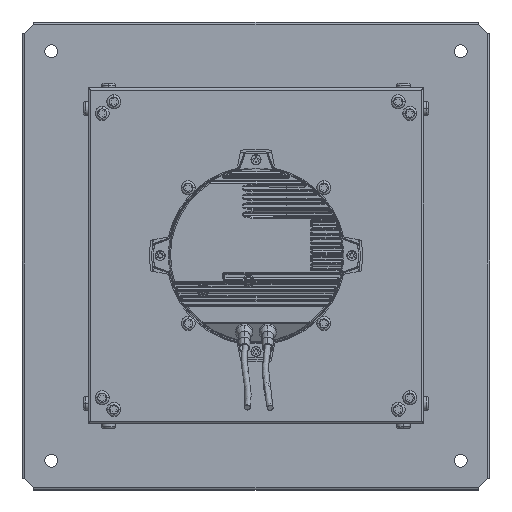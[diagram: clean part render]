
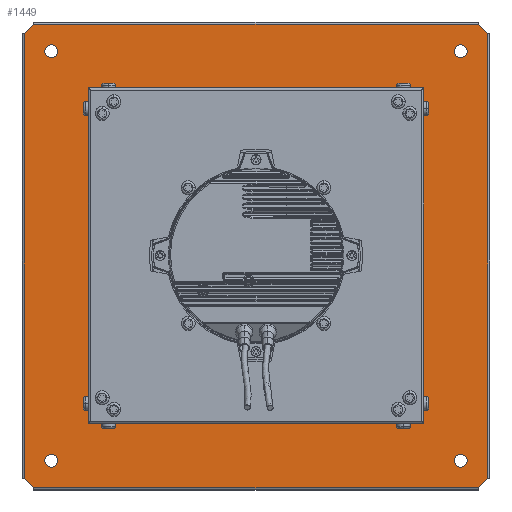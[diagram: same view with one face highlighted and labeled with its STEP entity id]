
A CAD part, top view. The second image highlights one B-rep face of the part: STEP entity #1449.
In plain terms, the highlighted face is planar.
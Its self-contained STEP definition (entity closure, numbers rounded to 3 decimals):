
#352=CARTESIAN_POINT('',(-175.,8.,-175.));
#353=DIRECTION('',(0.,1.,0.));
#354=DIRECTION('',(1.,0.,0.));
#355=AXIS2_PLACEMENT_3D('',#352,#353,#354);
#357=CARTESIAN_POINT('',(-175.,8.,-175.));
#358=DIRECTION('',(0.,1.,0.));
#359=DIRECTION('',(-1.,0.,0.));
#360=AXIS2_PLACEMENT_3D('',#357,#358,#359);
#362=CARTESIAN_POINT('',(175.,8.,-175.));
#363=DIRECTION('',(0.,1.,0.));
#364=DIRECTION('',(0.,0.,1.));
#365=AXIS2_PLACEMENT_3D('',#362,#363,#364);
#367=CARTESIAN_POINT('',(175.,8.,-175.));
#368=DIRECTION('',(0.,1.,0.));
#369=DIRECTION('',(0.,0.,-1.));
#370=AXIS2_PLACEMENT_3D('',#367,#368,#369);
#372=CARTESIAN_POINT('',(175.,8.,175.));
#373=DIRECTION('',(0.,1.,0.));
#374=DIRECTION('',(-1.,0.,0.));
#375=AXIS2_PLACEMENT_3D('',#372,#373,#374);
#377=CARTESIAN_POINT('',(175.,8.,175.));
#378=DIRECTION('',(0.,1.,0.));
#379=DIRECTION('',(1.,0.,0.));
#380=AXIS2_PLACEMENT_3D('',#377,#378,#379);
#382=CARTESIAN_POINT('',(-175.,8.,175.));
#383=DIRECTION('',(0.,1.,0.));
#384=DIRECTION('',(0.,0.,-1.));
#385=AXIS2_PLACEMENT_3D('',#382,#383,#384);
#387=CARTESIAN_POINT('',(-175.,8.,175.));
#388=DIRECTION('',(0.,1.,0.));
#389=DIRECTION('',(0.,0.,1.));
#390=AXIS2_PLACEMENT_3D('',#387,#388,#389);
#392=CARTESIAN_POINT('',(0.,8.,0.));
#393=DIRECTION('',(0.,1.,0.));
#394=DIRECTION('',(1.,0.,0.));
#395=AXIS2_PLACEMENT_3D('',#392,#393,#394);
#397=CARTESIAN_POINT('',(0.,8.,0.));
#398=DIRECTION('',(0.,1.,0.));
#399=DIRECTION('',(-1.,0.,0.));
#400=AXIS2_PLACEMENT_3D('',#397,#398,#399);
#402=DIRECTION('',(0.,0.,1.));
#403=VECTOR('',#402,380.);
#404=CARTESIAN_POINT('',(-198.,8.,-190.));
#405=LINE('',#404,#403);
#406=DIRECTION('',(0.707,0.,-0.707));
#407=VECTOR('',#406,11.314);
#408=CARTESIAN_POINT('',(-198.,8.,-190.));
#409=LINE('',#408,#407);
#410=DIRECTION('',(-1.,0.,0.));
#411=VECTOR('',#410,380.);
#412=CARTESIAN_POINT('',(190.,8.,-198.));
#413=LINE('',#412,#411);
#414=DIRECTION('',(0.707,0.,0.707));
#415=VECTOR('',#414,11.314);
#416=CARTESIAN_POINT('',(190.,8.,-198.));
#417=LINE('',#416,#415);
#418=DIRECTION('',(0.,0.,-1.));
#419=VECTOR('',#418,380.);
#420=CARTESIAN_POINT('',(198.,8.,190.));
#421=LINE('',#420,#419);
#422=DIRECTION('',(-0.707,0.,0.707));
#423=VECTOR('',#422,11.314);
#424=CARTESIAN_POINT('',(198.,8.,190.));
#425=LINE('',#424,#423);
#426=DIRECTION('',(1.,0.,0.));
#427=VECTOR('',#426,380.);
#428=CARTESIAN_POINT('',(-190.,8.,198.));
#429=LINE('',#428,#427);
#430=DIRECTION('',(-0.707,0.,-0.707));
#431=VECTOR('',#430,11.314);
#432=CARTESIAN_POINT('',(-190.,8.,198.));
#433=LINE('',#432,#431);
#434=CARTESIAN_POINT('',(-84.853,8.,-84.853));
#435=DIRECTION('',(0.,1.,0.));
#436=DIRECTION('',(1.,0.,0.));
#437=AXIS2_PLACEMENT_3D('',#434,#435,#436);
#439=CARTESIAN_POINT('',(-84.853,8.,-84.853));
#440=DIRECTION('',(0.,1.,0.));
#441=DIRECTION('',(-1.,0.,0.));
#442=AXIS2_PLACEMENT_3D('',#439,#440,#441);
#444=CARTESIAN_POINT('',(84.853,8.,-84.853));
#445=DIRECTION('',(0.,1.,0.));
#446=DIRECTION('',(1.,0.,0.));
#447=AXIS2_PLACEMENT_3D('',#444,#445,#446);
#449=CARTESIAN_POINT('',(84.853,8.,-84.853));
#450=DIRECTION('',(0.,1.,0.));
#451=DIRECTION('',(-1.,0.,0.));
#452=AXIS2_PLACEMENT_3D('',#449,#450,#451);
#454=CARTESIAN_POINT('',(84.853,8.,84.853));
#455=DIRECTION('',(0.,1.,0.));
#456=DIRECTION('',(1.,0.,0.));
#457=AXIS2_PLACEMENT_3D('',#454,#455,#456);
#459=CARTESIAN_POINT('',(84.853,8.,84.853));
#460=DIRECTION('',(0.,1.,0.));
#461=DIRECTION('',(-1.,0.,0.));
#462=AXIS2_PLACEMENT_3D('',#459,#460,#461);
#464=CARTESIAN_POINT('',(-84.853,8.,84.853));
#465=DIRECTION('',(0.,1.,0.));
#466=DIRECTION('',(1.,0.,0.));
#467=AXIS2_PLACEMENT_3D('',#464,#465,#466);
#469=CARTESIAN_POINT('',(-84.853,8.,84.853));
#470=DIRECTION('',(0.,1.,0.));
#471=DIRECTION('',(-1.,0.,0.));
#472=AXIS2_PLACEMENT_3D('',#469,#470,#471);
#730=CARTESIAN_POINT('',(110.,8.,0.));
#732=VERTEX_POINT('',#730);
#734=CARTESIAN_POINT('',(-110.,8.,0.));
#736=VERTEX_POINT('',#734);
#738=CARTESIAN_POINT('',(-169.5,8.,-175.));
#740=VERTEX_POINT('',#738);
#742=CARTESIAN_POINT('',(-180.5,8.,-175.));
#744=VERTEX_POINT('',#742);
#746=CARTESIAN_POINT('',(175.,8.,-169.5));
#748=VERTEX_POINT('',#746);
#750=CARTESIAN_POINT('',(175.,8.,-180.5));
#752=VERTEX_POINT('',#750);
#754=CARTESIAN_POINT('',(169.5,8.,175.));
#756=VERTEX_POINT('',#754);
#758=CARTESIAN_POINT('',(180.5,8.,175.));
#760=VERTEX_POINT('',#758);
#762=CARTESIAN_POINT('',(-175.,8.,169.5));
#764=VERTEX_POINT('',#762);
#766=CARTESIAN_POINT('',(-175.,8.,180.5));
#768=VERTEX_POINT('',#766);
#786=CARTESIAN_POINT('',(-198.,8.,190.));
#788=VERTEX_POINT('',#786);
#792=CARTESIAN_POINT('',(-198.,8.,-190.));
#793=VERTEX_POINT('',#792);
#794=CARTESIAN_POINT('',(190.,8.,198.));
#796=VERTEX_POINT('',#794);
#800=CARTESIAN_POINT('',(-190.,8.,198.));
#801=VERTEX_POINT('',#800);
#802=CARTESIAN_POINT('',(198.,8.,-190.));
#804=VERTEX_POINT('',#802);
#808=CARTESIAN_POINT('',(198.,8.,190.));
#809=VERTEX_POINT('',#808);
#810=CARTESIAN_POINT('',(-190.,8.,-198.));
#812=VERTEX_POINT('',#810);
#816=CARTESIAN_POINT('',(190.,8.,-198.));
#817=VERTEX_POINT('',#816);
#850=CARTESIAN_POINT('',(-80.853,8.,-84.853));
#851=CARTESIAN_POINT('',(-88.853,8.,-84.853));
#852=VERTEX_POINT('',#850);
#853=VERTEX_POINT('',#851);
#862=CARTESIAN_POINT('',(88.853,8.,-84.853));
#863=CARTESIAN_POINT('',(80.853,8.,-84.853));
#864=VERTEX_POINT('',#862);
#865=VERTEX_POINT('',#863);
#866=CARTESIAN_POINT('',(88.853,8.,84.853));
#867=CARTESIAN_POINT('',(80.853,8.,84.853));
#868=VERTEX_POINT('',#866);
#869=VERTEX_POINT('',#867);
#878=CARTESIAN_POINT('',(-80.853,8.,84.853));
#879=CARTESIAN_POINT('',(-88.853,8.,84.853));
#880=VERTEX_POINT('',#878);
#881=VERTEX_POINT('',#879);
#1381=CARTESIAN_POINT('',(0.,8.,0.));
#1382=DIRECTION('',(0.,1.,0.));
#1383=DIRECTION('',(1.,0.,0.));
#1384=AXIS2_PLACEMENT_3D('',#1381,#1382,#1383);
#1385=PLANE('',#1384);
#1386=ORIENTED_EDGE('',*,*,#1035,.F.);
#1387=ORIENTED_EDGE('',*,*,#1004,.T.);
#1388=ORIENTED_EDGE('',*,*,#973,.F.);
#1389=ORIENTED_EDGE('',*,*,#1189,.T.);
#1390=ORIENTED_EDGE('',*,*,#1159,.F.);
#1391=ORIENTED_EDGE('',*,*,#1128,.T.);
#1392=ORIENTED_EDGE('',*,*,#1097,.F.);
#1393=ORIENTED_EDGE('',*,*,#1066,.T.);
#1394=EDGE_LOOP('',(#1386,#1387,#1388,#1389,#1390,#1391,#1392,#1393));
#1395=FACE_OUTER_BOUND('',#1394,.F.);
#1397=ORIENTED_EDGE('',*,*,#1396,.T.);
#1399=ORIENTED_EDGE('',*,*,#1398,.T.);
#1400=EDGE_LOOP('',(#1397,#1399));
#1401=FACE_BOUND('',#1400,.F.);
#1403=ORIENTED_EDGE('',*,*,#1402,.T.);
#1405=ORIENTED_EDGE('',*,*,#1404,.T.);
#1406=EDGE_LOOP('',(#1403,#1405));
#1407=FACE_BOUND('',#1406,.F.);
#1409=ORIENTED_EDGE('',*,*,#1408,.T.);
#1411=ORIENTED_EDGE('',*,*,#1410,.T.);
#1412=EDGE_LOOP('',(#1409,#1411));
#1413=FACE_BOUND('',#1412,.F.);
#1415=ORIENTED_EDGE('',*,*,#1414,.T.);
#1417=ORIENTED_EDGE('',*,*,#1416,.T.);
#1418=EDGE_LOOP('',(#1415,#1417));
#1419=FACE_BOUND('',#1418,.F.);
#1421=ORIENTED_EDGE('',*,*,#1420,.T.);
#1423=ORIENTED_EDGE('',*,*,#1422,.T.);
#1424=EDGE_LOOP('',(#1421,#1423));
#1425=FACE_BOUND('',#1424,.F.);
#1426=ORIENTED_EDGE('',*,*,#1371,.T.);
#1428=ORIENTED_EDGE('',*,*,#1427,.T.);
#1429=EDGE_LOOP('',(#1426,#1428));
#1430=FACE_BOUND('',#1429,.F.);
#1432=ORIENTED_EDGE('',*,*,#1431,.T.);
#1434=ORIENTED_EDGE('',*,*,#1433,.T.);
#1435=EDGE_LOOP('',(#1432,#1434));
#1436=FACE_BOUND('',#1435,.F.);
#1438=ORIENTED_EDGE('',*,*,#1437,.T.);
#1440=ORIENTED_EDGE('',*,*,#1439,.T.);
#1441=EDGE_LOOP('',(#1438,#1440));
#1442=FACE_BOUND('',#1441,.F.);
#1444=ORIENTED_EDGE('',*,*,#1443,.T.);
#1446=ORIENTED_EDGE('',*,*,#1445,.T.);
#1447=EDGE_LOOP('',(#1444,#1446));
#1448=FACE_BOUND('',#1447,.F.);
#356=CIRCLE('',#355,5.5);
#361=CIRCLE('',#360,5.5);
#366=CIRCLE('',#365,5.5);
#371=CIRCLE('',#370,5.5);
#376=CIRCLE('',#375,5.5);
#381=CIRCLE('',#380,5.5);
#386=CIRCLE('',#385,5.5);
#391=CIRCLE('',#390,5.5);
#396=CIRCLE('',#395,110.);
#401=CIRCLE('',#400,110.);
#438=CIRCLE('',#437,4.);
#443=CIRCLE('',#442,4.);
#448=CIRCLE('',#447,4.);
#453=CIRCLE('',#452,4.);
#458=CIRCLE('',#457,4.);
#463=CIRCLE('',#462,4.);
#468=CIRCLE('',#467,4.);
#473=CIRCLE('',#472,4.);
#973=EDGE_CURVE('',#817,#812,#413,.T.);
#1004=EDGE_CURVE('',#793,#812,#409,.T.);
#1035=EDGE_CURVE('',#793,#788,#405,.T.);
#1066=EDGE_CURVE('',#801,#788,#433,.T.);
#1097=EDGE_CURVE('',#801,#796,#429,.T.);
#1128=EDGE_CURVE('',#809,#796,#425,.T.);
#1159=EDGE_CURVE('',#809,#804,#421,.T.);
#1189=EDGE_CURVE('',#817,#804,#417,.T.);
#1371=EDGE_CURVE('',#852,#853,#438,.T.);
#1396=EDGE_CURVE('',#748,#752,#366,.T.);
#1398=EDGE_CURVE('',#752,#748,#371,.T.);
#1402=EDGE_CURVE('',#756,#760,#376,.T.);
#1404=EDGE_CURVE('',#760,#756,#381,.T.);
#1408=EDGE_CURVE('',#764,#768,#386,.T.);
#1410=EDGE_CURVE('',#768,#764,#391,.T.);
#1414=EDGE_CURVE('',#732,#736,#396,.T.);
#1416=EDGE_CURVE('',#736,#732,#401,.T.);
#1420=EDGE_CURVE('',#740,#744,#356,.T.);
#1422=EDGE_CURVE('',#744,#740,#361,.T.);
#1427=EDGE_CURVE('',#853,#852,#443,.T.);
#1431=EDGE_CURVE('',#864,#865,#448,.T.);
#1433=EDGE_CURVE('',#865,#864,#453,.T.);
#1437=EDGE_CURVE('',#868,#869,#458,.T.);
#1439=EDGE_CURVE('',#869,#868,#463,.T.);
#1443=EDGE_CURVE('',#880,#881,#468,.T.);
#1445=EDGE_CURVE('',#881,#880,#473,.T.);
#1449=ADVANCED_FACE('',(#1395,#1401,#1407,#1413,#1419,#1425,#1430,#1436,#1442,
#1448),#1385,.T.);
